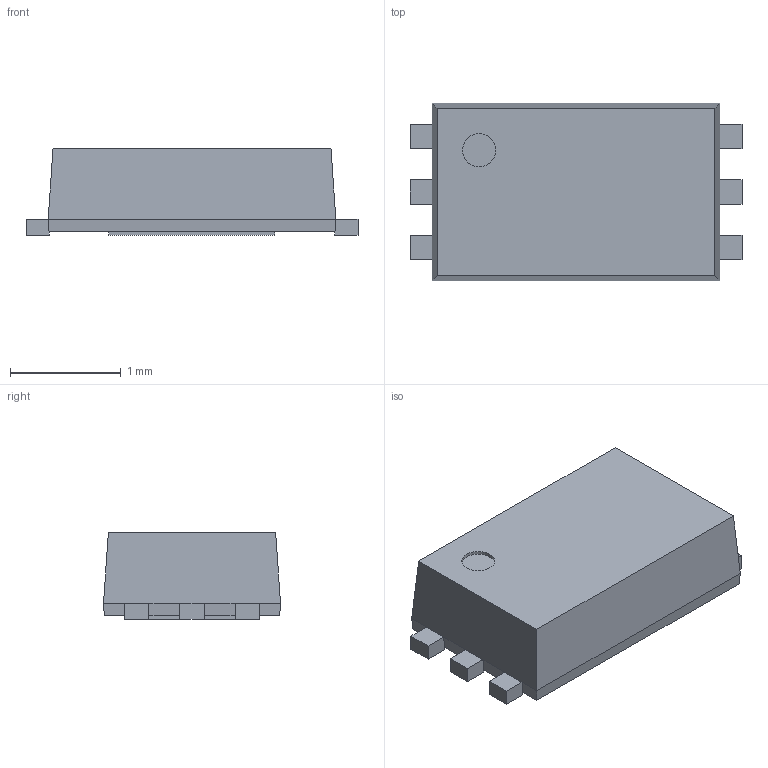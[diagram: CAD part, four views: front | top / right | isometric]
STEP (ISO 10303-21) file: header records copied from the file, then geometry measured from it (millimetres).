
FILE_DESCRIPTION(/* description */ ('model of HVSOF6'),/* implementation_level */ '2;1');
FILE_NAME(/* name */ 'HVSOF6.step',/* time_stamp */ '2017-05-13T20:59:31',/* author */ ('kicad StepUp','ksu'),/* organization */ ('FreeCAD'),/* preprocessor_version */ 'OCC',/* originating_system */ 'kicad StepUp',/* authorisation */ '');
FILE_SCHEMA(('AUTOMOTIVE_DESIGN_CC2 { 1 2 10303 214 -1 1 5 4 }'));
Length unit declared in the file: millimetre
Products named in the file (1): HVSOF6
Bounding box: 3 x 1.6 x 0.78 mm (x, y, z)
Volume: 3.1 mm3; surface area: 15.3 mm2
Topology: 1 solids, 1 shells, 59 faces, 137 edges, 82 vertices
Faces by surface type: plane 44, bspline 14, cylinder 1
Full cylindrical faces by diameter (mm): 0.3 x1
Entity records: 1105 total; most frequent: ORIENTED_EDGE 221, CARTESIAN_POINT 149, EDGE_CURVE 137, LINE 91, VERTEX_POINT 82, FACE_BOUND 61, EDGE_LOOP 61, ADVANCED_FACE 59
